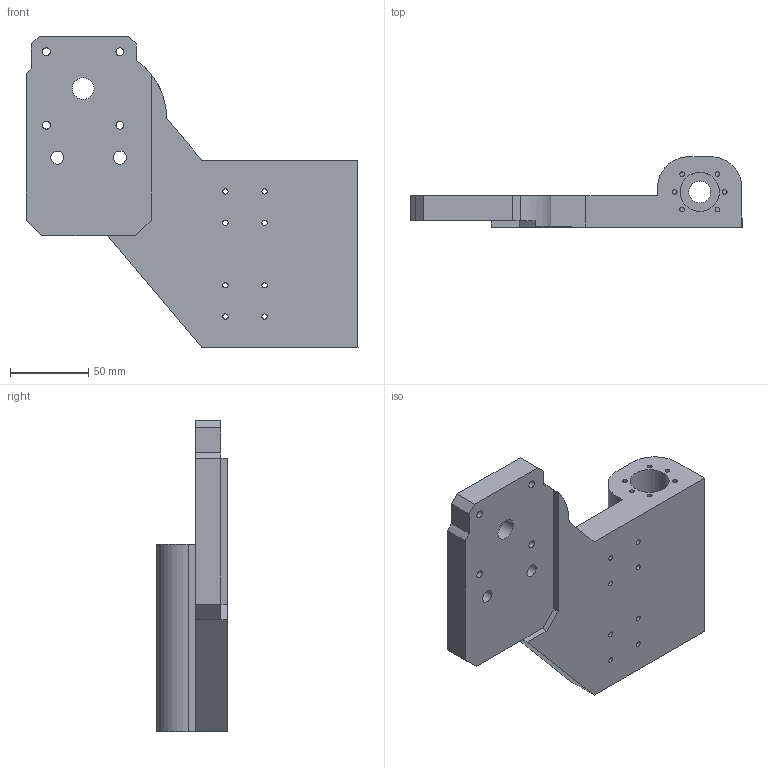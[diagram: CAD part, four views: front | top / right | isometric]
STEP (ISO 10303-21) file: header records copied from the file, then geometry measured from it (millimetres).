
FILE_DESCRIPTION(/* description */ (''),/* implementation_level */ '2;1');
FILE_NAME(/* name */ 'Left_Gantry.step',/* time_stamp */ '2024-07-18T11:46:40-07:00',/* author */ (''),/* organization */ (''),/* preprocessor_version */ 'ST-DEVELOPER v20',/* originating_system */ 'Autodesk Translation Framework v13.14.0.145',/* authorisation */ '');
FILE_SCHEMA (('AUTOMOTIVE_DESIGN { 1 0 10303 214 3 1 1 }'));
Length unit declared in the file: millimetre
Products named in the file (1): Gantry2_v2
Bounding box: 212.26 x 45 x 199.31 mm (x, y, z)
Volume: 587707.3 mm3; surface area: 85040.2 mm2
Topology: 1 solids, 1 shells, 63 faces, 149 edges, 99 vertices
Faces by surface type: plane 32, cylinder 31
Full cylindrical faces by diameter (mm): 3 x6, 3.4 x8, 5 x4, 8.4 x2, 14 x2, 16 x2, 22 x1, 22.4 x1, 25 x1
Entity records: 1942 total; most frequent: DIRECTION 340, CARTESIAN_POINT 312, ORIENTED_EDGE 298, EDGE_CURVE 149, AXIS2_PLACEMENT_3D 127, EDGE_LOOP 106, VERTEX_POINT 99, LINE 86
